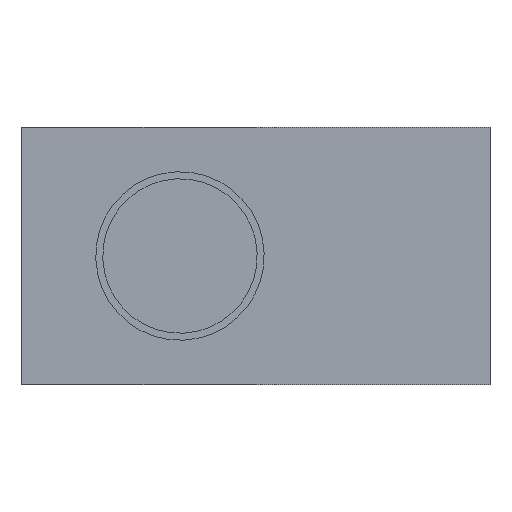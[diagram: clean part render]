
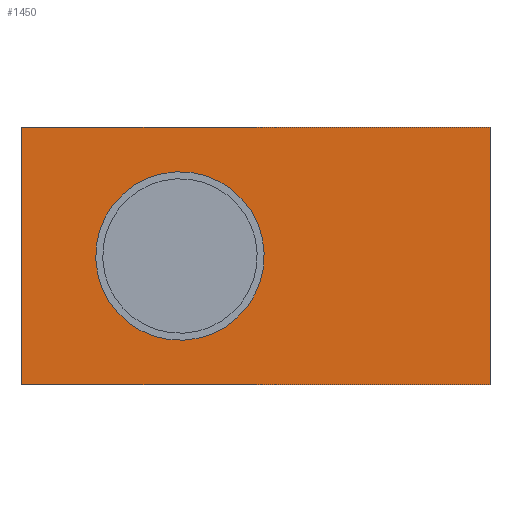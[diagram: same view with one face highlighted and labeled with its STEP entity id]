
A CAD part, left-side view. The second image highlights one B-rep face of the part: STEP entity #1450.
In plain terms, the highlighted planar face has unit normal (-1, 0, 0).
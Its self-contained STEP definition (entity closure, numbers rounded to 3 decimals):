
#22=FACE_BOUND($,#151,.T.);
#45=PLANE($,#1688);
#75=FACE_OUTER_BOUND($,#150,.T.);
#150=EDGE_LOOP($,(#1171,#1172,#1173,#1174));
#151=EDGE_LOOP($,(#1175));
#253=CIRCLE($,#1689,5.445);
#385=LINE($,#2491,#509);
#386=LINE($,#2493,#510);
#387=LINE($,#2495,#511);
#388=LINE($,#2496,#512);
#509=VECTOR($,#1942,40.);
#510=VECTOR($,#1943,22.);
#511=VECTOR($,#1944,40.);
#512=VECTOR($,#1945,22.);
#651=VERTEX_POINT($,#2489);
#652=VERTEX_POINT($,#2490);
#653=VERTEX_POINT($,#2492);
#654=VERTEX_POINT($,#2494);
#655=VERTEX_POINT($,#2497);
#911=EDGE_CURVE($,#651,#652,#385,.T.);
#912=EDGE_CURVE($,#652,#653,#386,.T.);
#913=EDGE_CURVE($,#653,#654,#387,.T.);
#914=EDGE_CURVE($,#654,#651,#388,.T.);
#915=EDGE_CURVE($,#655,#655,#253,.T.);
#1171=ORIENTED_EDGE($,*,*,#911,.T.);
#1172=ORIENTED_EDGE($,*,*,#912,.T.);
#1173=ORIENTED_EDGE($,*,*,#913,.T.);
#1174=ORIENTED_EDGE($,*,*,#914,.T.);
#1175=ORIENTED_EDGE($,*,*,#915,.T.);
#1450=ADVANCED_FACE($,(#75,#22),#45,.T.);
#1688=AXIS2_PLACEMENT_3D($,#2488,#1940,#1941);
#1689=AXIS2_PLACEMENT_3D($,#2498,#1946,#1947);
#1940=DIRECTION('center_axis',(-1.,0.,0.));
#1941=DIRECTION('ref_axis',(0.,0.,1.));
#1942=DIRECTION($,(0.,-1.,0.));
#1943=DIRECTION($,(0.,0.,1.));
#1944=DIRECTION($,(0.,1.,0.));
#1945=DIRECTION($,(0.,0.,-1.));
#1946=DIRECTION('center_axis',(1.,0.,0.));
#1947=DIRECTION('ref_axis',(0.,-0.382,-0.924));
#2488=CARTESIAN_POINT('Origin',(-46.,-40.285,5.048));
#2489=CARTESIAN_POINT('',(-46.,-20.285,5.048));
#2490=CARTESIAN_POINT('',(-46.,-60.285,5.048));
#2491=CARTESIAN_POINT($,(-46.,-20.285,5.048));
#2492=CARTESIAN_POINT('',(-46.,-60.285,27.048));
#2493=CARTESIAN_POINT($,(-46.,-60.285,5.048));
#2494=CARTESIAN_POINT('',(-46.,-20.285,27.048));
#2495=CARTESIAN_POINT($,(-46.,-60.285,27.048));
#2496=CARTESIAN_POINT($,(-46.,-20.285,27.048));
#2497=CARTESIAN_POINT('',(-46.,-31.705,21.08));
#2498=CARTESIAN_POINT('Origin',(-46.,-33.785,16.048));
